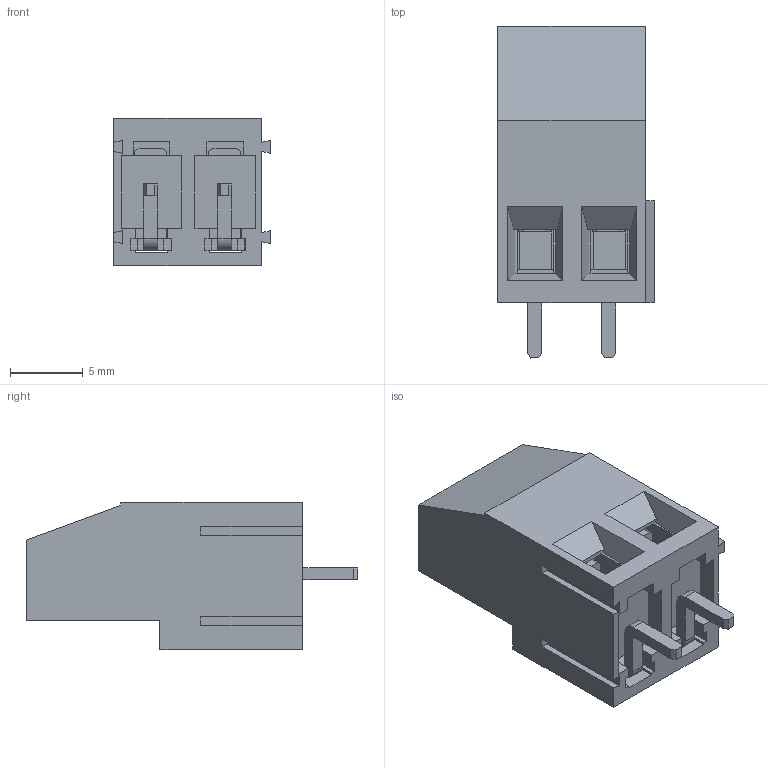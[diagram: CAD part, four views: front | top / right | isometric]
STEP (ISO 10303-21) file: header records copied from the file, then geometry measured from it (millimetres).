
FILE_DESCRIPTION (( 'STEP AP214' ), '1' );
FILE_NAME ('EMCON_AK700_2P_V.STEP', '2023-03-10T11:59:16', ( '' ), ( '' ), 'SwSTEP 2.0', 'SolidWorks 2017', '' );
FILE_SCHEMA (( 'AUTOMOTIVE_DESIGN' ));
Length unit declared in the file: millimetre
Products named in the file (1): EMCON_AK700_2P_V
Bounding box: 10.76 x 22.8 x 10.1 mm (x, y, z)
Volume: 1207.9 mm3; surface area: 2388.2 mm2
Topology: 5 solids, 9 shells, 247 faces, 653 edges, 426 vertices
Faces by surface type: plane 198, cylinder 49
Entity records: 9085 total; most frequent: CARTESIAN_POINT 1361, ORIENTED_EDGE 1306, DIRECTION 1238, EDGE_CURVE 653, VECTOR 560, LINE 560, VERTEX_POINT 426, AXIS2_PLACEMENT_3D 339
